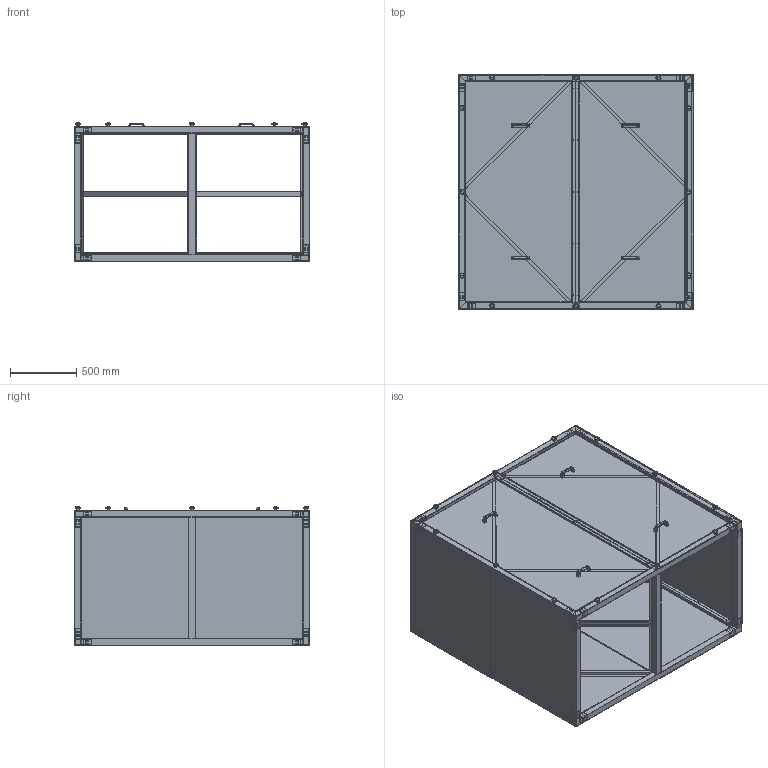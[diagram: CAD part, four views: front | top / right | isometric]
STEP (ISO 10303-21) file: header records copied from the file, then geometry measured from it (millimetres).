
FILE_DESCRIPTION (( 'STEP AP203' ), '1' );
FILE_NAME ('SK-15-G1-1775.STEP', '2023-02-13T16:00:01', ( '' ), ( '' ), 'SwSTEP 2.0', 'SolidWorks 2019', '' );
FILE_SCHEMA (( 'CONFIG_CONTROL_DESIGN' ));
Length unit declared in the file: millimetre
Products named in the file (1): SK-15-G1-1775
Bounding box: 1775 x 1775 x 1048 mm (x, y, z)
Volume: 26966181.8 mm3; surface area: 31618249.3 mm2
Topology: 65 solids, 65 shells, 4808 faces, 12162 edges, 7532 vertices
Faces by surface type: plane 2414, cylinder 1638, cone 344, torus 220, bspline 160, sphere 32
Entity records: 156075 total; most frequent: CARTESIAN_POINT 39655, ORIENTED_EDGE 24308, DIRECTION 23948, EDGE_CURVE 12154, AXIS2_PLACEMENT_3D 8053, VECTOR 7842, LINE 7842, VERTEX_POINT 7532
